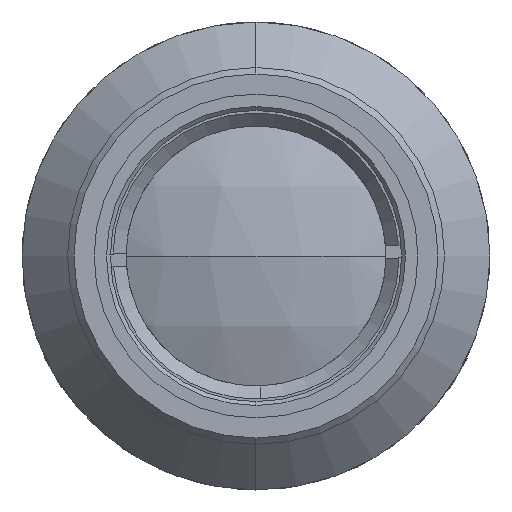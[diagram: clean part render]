
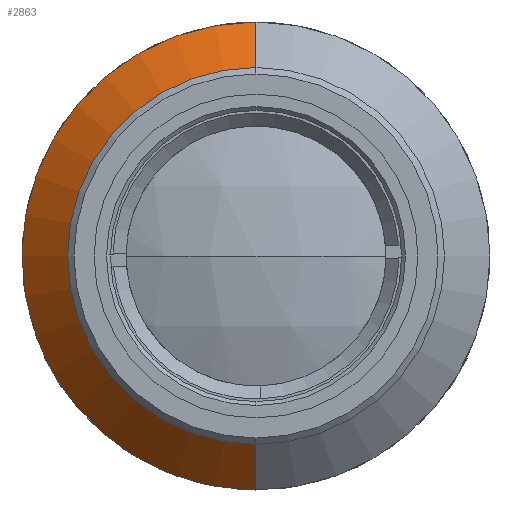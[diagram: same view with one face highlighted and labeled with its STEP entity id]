
A CAD part, left-side view. The second image highlights one B-rep face of the part: STEP entity #2863.
In plain terms, the highlighted conical face has half-angle 45 degrees and reference radius 18 mm.
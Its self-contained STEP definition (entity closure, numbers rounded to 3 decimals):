
#111 = DIRECTION ( 'NONE',  ( -1., 0., 0. ) ) ;
#123 = CARTESIAN_POINT ( 'NONE',  ( 13.5, 0., 0. ) ) ;
#751 = VECTOR ( 'NONE', #930, 1000. ) ;
#777 = CONICAL_SURFACE ( 'NONE', #2763, 18., 0.785 ) ;
#824 = CARTESIAN_POINT ( 'NONE',  ( 10., 0., 14.5 ) ) ;
#833 = CARTESIAN_POINT ( 'NONE',  ( 13.5, 0., 18. ) ) ;
#930 = DIRECTION ( 'NONE',  ( 0.707, 0., 0.707 ) ) ;
#986 = EDGE_CURVE ( 'NONE', #2761, #2314, #2721, .T. ) ;
#1201 = AXIS2_PLACEMENT_3D ( 'NONE', #4256, #111, #4634 ) ;
#1273 = DIRECTION ( 'NONE',  ( 0., 0., -1. ) ) ;
#1313 = EDGE_CURVE ( 'NONE', #2761, #3826, #2140, .T. ) ;
#1316 = ORIENTED_EDGE ( 'NONE', *, *, #2124, .T. ) ;
#1421 = DIRECTION ( 'NONE',  ( 0.707, 0., -0.707 ) ) ;
#1627 = CIRCLE ( 'NONE', #4707, 18. ) ;
#1670 = DIRECTION ( 'NONE',  ( -1., 0., 0. ) ) ;
#2124 = EDGE_CURVE ( 'NONE', #2314, #4364, #1627, .T. ) ;
#2140 = CIRCLE ( 'NONE', #1201, 14.5 ) ;
#2210 = ORIENTED_EDGE ( 'NONE', *, *, #986, .T. ) ;
#2314 = VERTEX_POINT ( 'NONE', #3301 ) ;
#2435 = FACE_OUTER_BOUND ( 'NONE', #2480, .T. ) ;
#2480 = EDGE_LOOP ( 'NONE', ( #3514, #2210, #1316, #3584 ) ) ;
#2721 = LINE ( 'NONE', #833, #751 ) ;
#2761 = VERTEX_POINT ( 'NONE', #824 ) ;
#2763 = AXIS2_PLACEMENT_3D ( 'NONE', #4639, #3913, #1273 ) ;
#2835 = VECTOR ( 'NONE', #1421, 1000. ) ;
#2863 = ADVANCED_FACE ( 'NONE', ( #2435 ), #777, .T. ) ;
#2970 = EDGE_CURVE ( 'NONE', #3826, #4364, #4782, .T. ) ;
#3185 = DIRECTION ( 'NONE',  ( 0., 0., 1. ) ) ;
#3280 = CARTESIAN_POINT ( 'NONE',  ( 10., 0., -14.5 ) ) ;
#3301 = CARTESIAN_POINT ( 'NONE',  ( 13.5, 0., 18. ) ) ;
#3514 = ORIENTED_EDGE ( 'NONE', *, *, #1313, .F. ) ;
#3584 = ORIENTED_EDGE ( 'NONE', *, *, #2970, .F. ) ;
#3826 = VERTEX_POINT ( 'NONE', #3280 ) ;
#3863 = CARTESIAN_POINT ( 'NONE',  ( 13.5, 0., -18. ) ) ;
#3913 = DIRECTION ( 'NONE',  ( 1., 0., 0. ) ) ;
#4256 = CARTESIAN_POINT ( 'NONE',  ( 10., 0., 0. ) ) ;
#4364 = VERTEX_POINT ( 'NONE', #3863 ) ;
#4634 = DIRECTION ( 'NONE',  ( 0., 0., 1. ) ) ;
#4639 = CARTESIAN_POINT ( 'NONE',  ( 13.5, 0., 0. ) ) ;
#4707 = AXIS2_PLACEMENT_3D ( 'NONE', #123, #1670, #3185 ) ;
#4715 = CARTESIAN_POINT ( 'NONE',  ( 13.5, 0., -18. ) ) ;
#4782 = LINE ( 'NONE', #4715, #2835 ) ;
